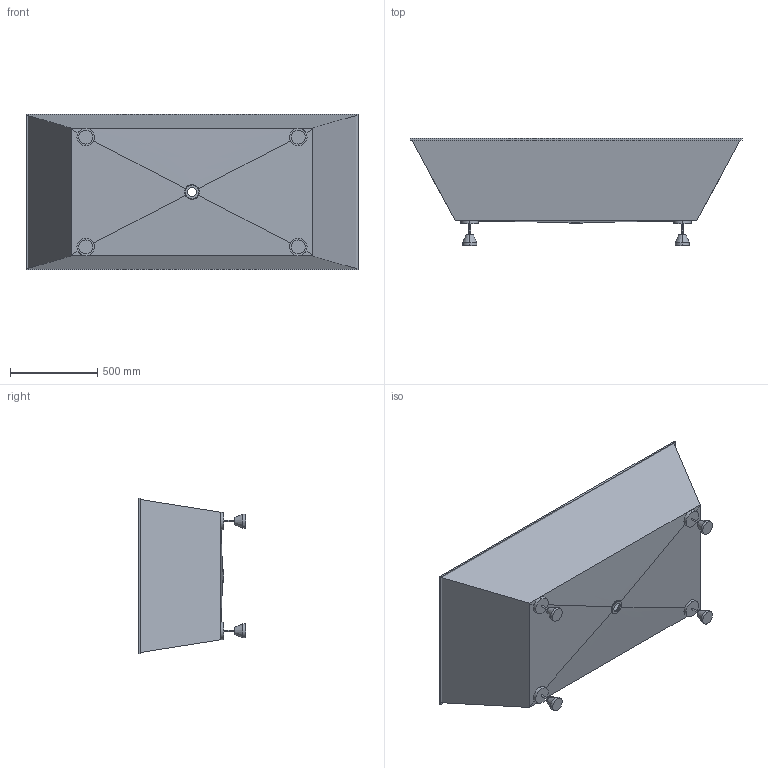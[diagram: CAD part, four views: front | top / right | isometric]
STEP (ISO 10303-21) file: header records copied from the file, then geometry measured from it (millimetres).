
FILE_DESCRIPTION (( 'STEP AP214' ), '1' );
FILE_NAME ('BO-3.STEP', '2018-04-13T11:19:18', ( 'Admin' ), ( '' ), 'SwSTEP 2.0', 'SolidWorks 2017', '' );
FILE_SCHEMA (( 'AUTOMOTIVE_DESIGN' ));
Length unit declared in the file: millimetre
Products named in the file (1): BO-3
Bounding box: 1905 x 615 x 895 mm (x, y, z)
Volume: 46299502.5 mm3; surface area: 7246275.9 mm2
Topology: 2 solids, 2 shells, 84 faces, 204 edges, 132 vertices
Faces by surface type: plane 32, cylinder 28, bspline 16, cone 8
Entity records: 8537 total; most frequent: CARTESIAN_POINT 6647, ORIENTED_EDGE 408, DIRECTION 326, EDGE_CURVE 204, VERTEX_POINT 132, AXIS2_PLACEMENT_3D 121, EDGE_LOOP 96, LINE 84
